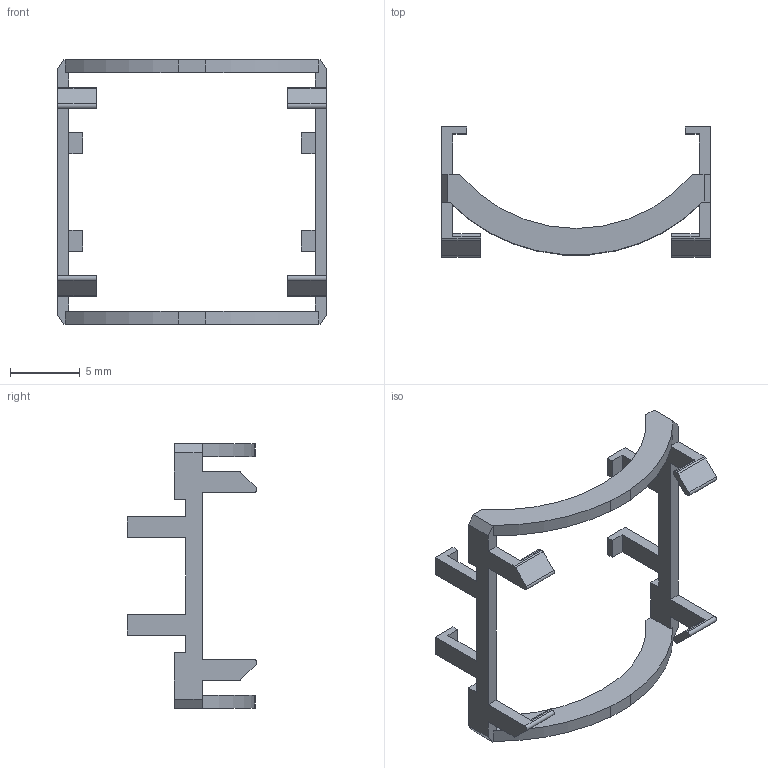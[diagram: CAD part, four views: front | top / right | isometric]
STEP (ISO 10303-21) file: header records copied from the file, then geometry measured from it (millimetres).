
FILE_DESCRIPTION (( 'STEP AP203' ), '1' );
FILE_NAME ('SFA-958-STP.step', '2022-04-12T02:49:52', ( '' ), ( '' ), 'SwSTEP 2.0', 'SolidWorks 2011', '' );
FILE_SCHEMA (( 'CONFIG_CONTROL_DESIGN' ));
Length unit declared in the file: millimetre
Products named in the file (1): SFA-958-STP
Bounding box: 19.3 x 9.32 x 19 mm (x, y, z)
Volume: 162.8 mm3; surface area: 594.6 mm2
Topology: 1 solids, 1 shells, 100 faces, 300 edges, 200 vertices
Faces by surface type: plane 78, cylinder 22
Entity records: 3429 total; most frequent: CARTESIAN_POINT 601, ORIENTED_EDGE 600, DIRECTION 546, EDGE_CURVE 300, LINE 256, VECTOR 256, VERTEX_POINT 200, AXIS2_PLACEMENT_3D 145
